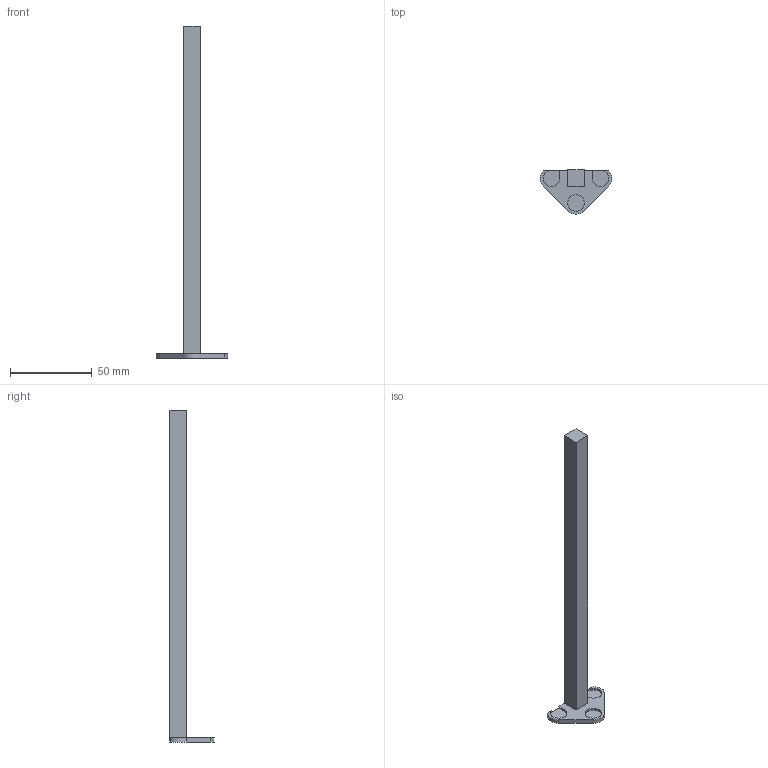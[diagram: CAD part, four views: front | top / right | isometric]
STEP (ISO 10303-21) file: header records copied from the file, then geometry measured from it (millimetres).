
FILE_DESCRIPTION(/* description */ (''),/* implementation_level */ '2;1');
FILE_NAME(/* name */ 'A.step',/* time_stamp */ '2025-09-24T20:41:20+02:00',/* author */ (''),/* organization */ (''),/* preprocessor_version */ 'ST-DEVELOPER v20.1',/* originating_system */ 'Autodesk Translation Framework v14.17.0.0',/* authorisation */ '');
FILE_SCHEMA (('AUTOMOTIVE_DESIGN { 1 0 10303 214 3 1 1 }'));
Length unit declared in the file: millimetre
Products named in the file (1): A
Bounding box: 43.69 x 26.84 x 202.5 mm (x, y, z)
Volume: 21687.9 mm3; surface area: 9986.9 mm2
Topology: 1 solids, 1 shells, 22 faces, 57 edges, 38 vertices
Faces by surface type: plane 16, cylinder 6
Full cylindrical faces by diameter (mm): 10.2 x1
Entity records: 706 total; most frequent: CARTESIAN_POINT 118, DIRECTION 115, ORIENTED_EDGE 114, EDGE_CURVE 57, LINE 45, VECTOR 45, VERTEX_POINT 38, AXIS2_PLACEMENT_3D 35
